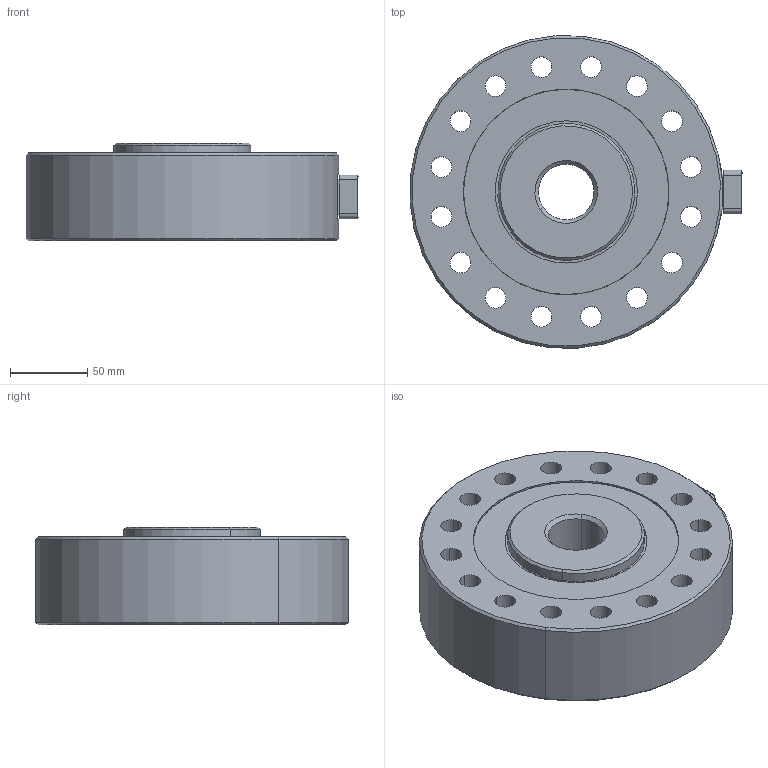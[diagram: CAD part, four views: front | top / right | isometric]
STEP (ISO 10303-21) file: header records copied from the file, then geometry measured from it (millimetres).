
FILE_DESCRIPTION((''),'2;1');
FILE_NAME('LCF550.stp','2010-11-01T08:21:22',(''),(''),'Mechanical Desktop 2008','Mechanical Desktop 2008',', , ');
FILE_SCHEMA(('CONFIG_CONTROL_DESIGN'));
Length unit declared in the file: inch
Products named in the file (4): FI1013-A; ~PART1; 26; NEWDWG
Assembly tree (161 placements, depth 3):
  FI1013-A
    ~PART1
    26  x132
    NEWDWG  x6
      26
Bounding box: 215.42 x 202.76 x 63.5 mm (x, y, z)
Volume: 1632402.5 mm3; surface area: 151739.9 mm2
Topology: 1 solids, 10 shells, 293 faces, 664 edges, 419 vertices
Faces by surface type: cylinder 144, plane 99, cone 30, bspline 20
Entity records: 10821 total; most frequent: CARTESIAN_POINT 2734, DIRECTION 1872, ORIENTED_EDGE 1308, AXIS2_PLACEMENT_3D 785, EDGE_CURVE 654, VERTEX_POINT 419, EDGE_LOOP 373, CIRCLE 350
